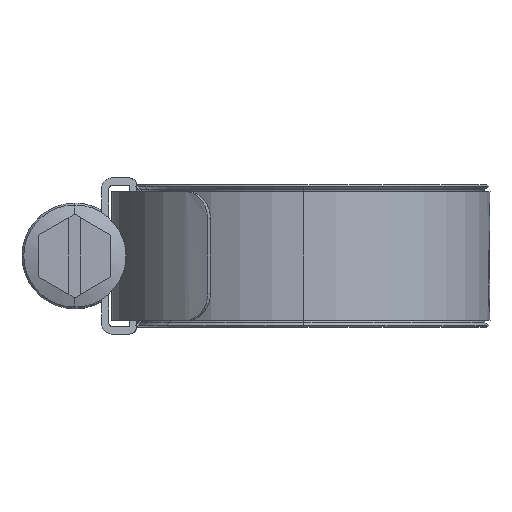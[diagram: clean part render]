
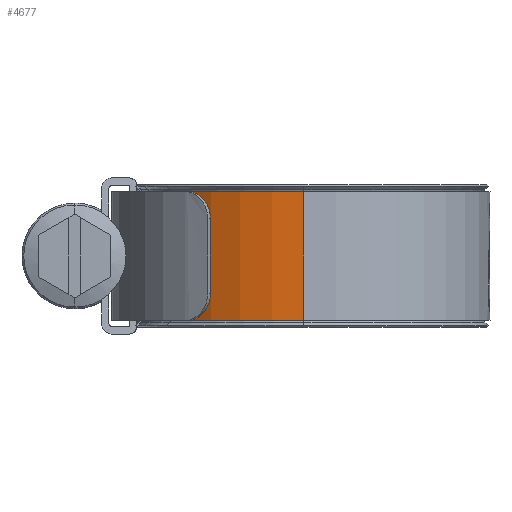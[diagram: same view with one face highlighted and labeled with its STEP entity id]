
A CAD part, left-side view. The second image highlights one B-rep face of the part: STEP entity #4677.
In plain terms, the highlighted cylindrical face has radius 20.6 mm (diameter 41.2 mm), a partial arc.
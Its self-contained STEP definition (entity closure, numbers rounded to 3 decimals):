
#824 = VERTEX_POINT ( 'NONE', #9336 ) ;
#904 = DIRECTION ( 'NONE',  ( 0., 0., 1. ) ) ;
#1821 = DIRECTION ( 'NONE',  ( 1., 0., 0. ) ) ;
#1867 = DIRECTION ( 'NONE',  ( 0., 0., -1. ) ) ;
#2603 = ORIENTED_EDGE ( 'NONE', *, *, #3616, .F. ) ;
#2634 = CARTESIAN_POINT ( 'NONE',  ( -20.6, 0., 7.135 ) ) ;
#2820 = LINE ( 'NONE', #8122, #4798 ) ;
#2905 = CYLINDRICAL_SURFACE ( 'NONE', #6128, 20.6 ) ;
#2941 = CARTESIAN_POINT ( 'NONE',  ( 0., 20.6, -7.135 ) ) ;
#3043 = ORIENTED_EDGE ( 'NONE', *, *, #6929, .F. ) ;
#3616 = EDGE_CURVE ( 'NONE', #5432, #824, #7419, .T. ) ;
#4010 = EDGE_CURVE ( 'NONE', #5432, #10575, #2820, .T. ) ;
#4166 = VECTOR ( 'NONE', #5733, 1000. ) ;
#4573 = AXIS2_PLACEMENT_3D ( 'NONE', #9273, #904, #13517 ) ;
#4677 = ADVANCED_FACE ( 'NONE', ( #5081 ), #2905, .T. ) ;
#4798 = VECTOR ( 'NONE', #7974, 1000. ) ;
#5081 = FACE_OUTER_BOUND ( 'NONE', #8977, .T. ) ;
#5215 = CARTESIAN_POINT ( 'NONE',  ( 0., 0., 7.135 ) ) ;
#5432 = VERTEX_POINT ( 'NONE', #13149 ) ;
#5652 = LINE ( 'NONE', #2634, #4166 ) ;
#5733 = DIRECTION ( 'NONE',  ( 0., 0., -1. ) ) ;
#6128 = AXIS2_PLACEMENT_3D ( 'NONE', #5215, #1867, #6133 ) ;
#6133 = DIRECTION ( 'NONE',  ( -1., 0., 0. ) ) ;
#6929 = EDGE_CURVE ( 'NONE', #824, #13163, #5652, .T. ) ;
#7419 = CIRCLE ( 'NONE', #12301, 20.6 ) ;
#7650 = ORIENTED_EDGE ( 'NONE', *, *, #4010, .T. ) ;
#7956 = ORIENTED_EDGE ( 'NONE', *, *, #8818, .T. ) ;
#7974 = DIRECTION ( 'NONE',  ( 0., 0., -1. ) ) ;
#8122 = CARTESIAN_POINT ( 'NONE',  ( 0., 20.6, 7.135 ) ) ;
#8749 = CARTESIAN_POINT ( 'NONE',  ( -20.6, 0., -7.135 ) ) ;
#8818 = EDGE_CURVE ( 'NONE', #10575, #13163, #10567, .T. ) ;
#8977 = EDGE_LOOP ( 'NONE', ( #3043, #2603, #7650, #7956 ) ) ;
#8989 = CARTESIAN_POINT ( 'NONE',  ( 0., 0., 7.135 ) ) ;
#9060 = DIRECTION ( 'NONE',  ( 0., 0., 1. ) ) ;
#9273 = CARTESIAN_POINT ( 'NONE',  ( 0., 0., -7.135 ) ) ;
#9336 = CARTESIAN_POINT ( 'NONE',  ( -20.6, 0., 7.135 ) ) ;
#10567 = CIRCLE ( 'NONE', #4573, 20.6 ) ;
#10575 = VERTEX_POINT ( 'NONE', #2941 ) ;
#12301 = AXIS2_PLACEMENT_3D ( 'NONE', #8989, #9060, #1821 ) ;
#13149 = CARTESIAN_POINT ( 'NONE',  ( 0., 20.6, 7.135 ) ) ;
#13163 = VERTEX_POINT ( 'NONE', #8749 ) ;
#13517 = DIRECTION ( 'NONE',  ( 1., 0., 0. ) ) ;
